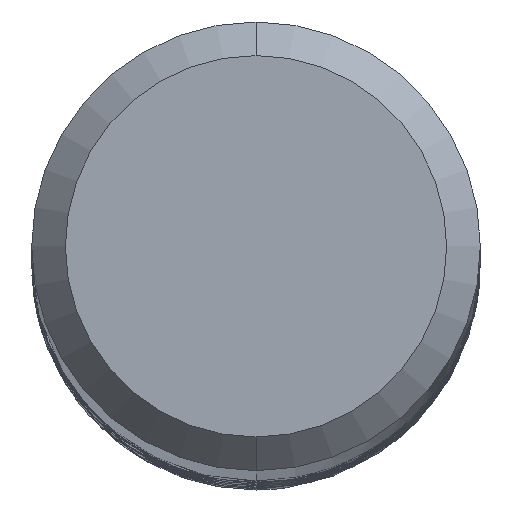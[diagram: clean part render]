
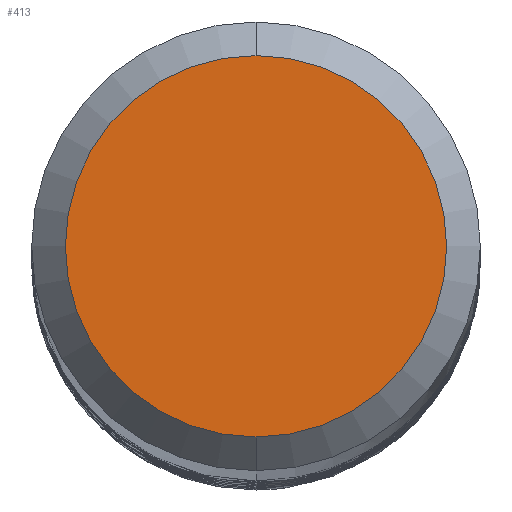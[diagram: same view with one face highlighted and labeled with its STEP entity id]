
A CAD part, top view. The second image highlights one B-rep face of the part: STEP entity #413.
In plain terms, the highlighted planar face has unit normal (0, 0, 1).
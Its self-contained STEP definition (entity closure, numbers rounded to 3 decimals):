
#413=ADVANCED_FACE('',(#1057),#1058,.T.);
#635=EDGE_CURVE('',#895,#703,#1301,.T.);
#703=VERTEX_POINT('',#1375);
#737=EDGE_CURVE('',#703,#895,#1414,.T.);
#895=VERTEX_POINT('',#1582);
#1057=FACE_OUTER_BOUND('',#4354,.T.);
#1058=PLANE('',#4355);
#1301=CIRCLE('',#10201,1.7);
#1375=CARTESIAN_POINT('',(0.0,1.7,0.0));
#1414=CIRCLE('',#13716,1.7);
#1582=CARTESIAN_POINT('',(0.,-1.7,0.0));
#4354=EDGE_LOOP('',(#21591,#21592));
#4355=AXIS2_PLACEMENT_3D('',#21593,#21594,#21595);
#10201=AXIS2_PLACEMENT_3D('',#21834,#21835,#21836);
#13716=AXIS2_PLACEMENT_3D('',#21959,#21960,#21961);
#21591=ORIENTED_EDGE('',*,*,#737,.F.);
#21592=ORIENTED_EDGE('',*,*,#635,.F.);
#21593=CARTESIAN_POINT('',(0.0,0.85,0.0));
#21594=DIRECTION('',(-0.0,0.0,1.0));
#21595=DIRECTION('',(0.0,-1.0,0.0));
#21834=CARTESIAN_POINT('',(0.0,0.0,0.0));
#21835=DIRECTION('',(0.0,0.0,-1.0));
#21836=DIRECTION('',(0.0,1.0,0.0));
#21959=CARTESIAN_POINT('',(0.0,0.0,0.0));
#21960=DIRECTION('',(0.0,0.0,-1.0));
#21961=DIRECTION('',(0.0,1.0,0.0));
